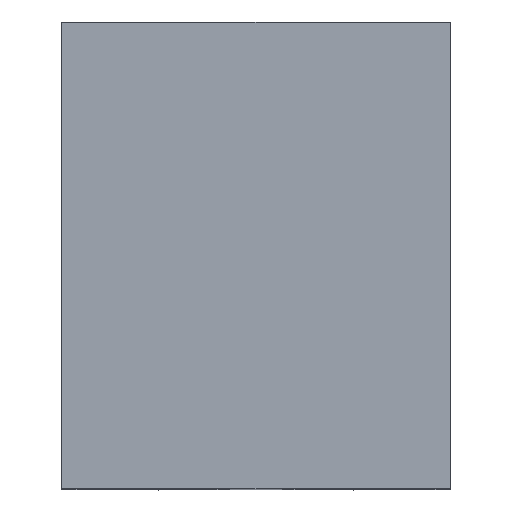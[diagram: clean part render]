
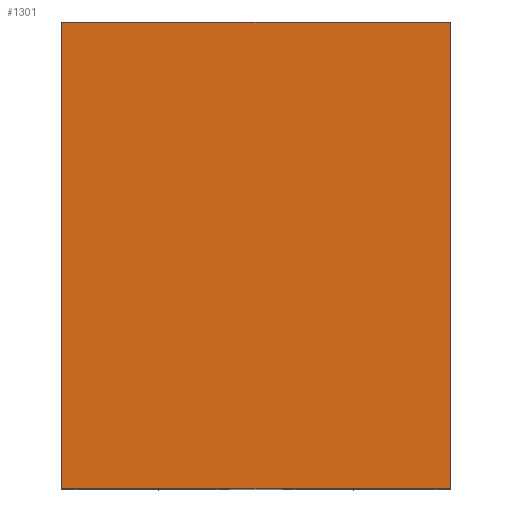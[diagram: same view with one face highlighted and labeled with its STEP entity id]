
A CAD part, top view. The second image highlights one B-rep face of the part: STEP entity #1301.
In plain terms, the highlighted planar face has unit normal (0, 0, 1).
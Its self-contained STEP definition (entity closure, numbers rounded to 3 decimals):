
#1272=AXIS2_PLACEMENT_3D('Plane Axis2P3D',#1269,#1270,#1271) ;
#241=CARTESIAN_POINT('Vertex',(15.,0.,23.986)) ;
#244=CARTESIAN_POINT('Line Origine',(11.25,0.,23.986)) ;
#248=CARTESIAN_POINT('Vertex',(7.5,0.,23.986)) ;
#251=CARTESIAN_POINT('Line Origine',(3.75,0.,23.986)) ;
#255=CARTESIAN_POINT('Vertex',(0.,0.,23.986)) ;
#1254=CARTESIAN_POINT('Vertex',(15.,18.,23.986)) ;
#1257=CARTESIAN_POINT('Line Origine',(15.,9.,23.986)) ;
#1269=CARTESIAN_POINT('Axis2P3D Location',(7.5,9.,23.986)) ;
#1274=CARTESIAN_POINT('Line Origine',(0.,9.,23.986)) ;
#1278=CARTESIAN_POINT('Vertex',(0.,18.,23.986)) ;
#1281=CARTESIAN_POINT('Line Origine',(11.25,18.,23.986)) ;
#1285=CARTESIAN_POINT('Vertex',(7.5,18.,23.986)) ;
#1288=CARTESIAN_POINT('Line Origine',(3.75,18.,23.986)) ;
#245=DIRECTION('Vector Direction',(1.,0.,0.)) ;
#252=DIRECTION('Vector Direction',(-1.,0.,0.)) ;
#1258=DIRECTION('Vector Direction',(0.,1.,0.)) ;
#1270=DIRECTION('Axis2P3D Direction',(0.,0.,1.)) ;
#1271=DIRECTION('Axis2P3D XDirection',(1.,0.,0.)) ;
#1275=DIRECTION('Vector Direction',(0.,1.,0.)) ;
#1282=DIRECTION('Vector Direction',(1.,0.,0.)) ;
#1289=DIRECTION('Vector Direction',(-1.,0.,0.)) ;
#246=VECTOR('Line Direction',#245,1.) ;
#253=VECTOR('Line Direction',#252,1.) ;
#1259=VECTOR('Line Direction',#1258,1.) ;
#1276=VECTOR('Line Direction',#1275,1.) ;
#1283=VECTOR('Line Direction',#1282,1.) ;
#1290=VECTOR('Line Direction',#1289,1.) ;
#1294=ORIENTED_EDGE('',*,*,#1280,.F.) ;
#1295=ORIENTED_EDGE('',*,*,#257,.T.) ;
#1296=ORIENTED_EDGE('',*,*,#250,.F.) ;
#1297=ORIENTED_EDGE('',*,*,#1261,.T.) ;
#1298=ORIENTED_EDGE('',*,*,#1287,.T.) ;
#1299=ORIENTED_EDGE('',*,*,#1292,.F.) ;
#1301=ADVANCED_FACE('V1',(#1300),#1273,.T.) ;
#250=EDGE_CURVE('',#242,#249,#247,.F.) ;
#257=EDGE_CURVE('',#256,#249,#254,.F.) ;
#1261=EDGE_CURVE('',#242,#1255,#1260,.T.) ;
#1280=EDGE_CURVE('',#256,#1279,#1277,.T.) ;
#1287=EDGE_CURVE('',#1255,#1286,#1284,.F.) ;
#1292=EDGE_CURVE('',#1279,#1286,#1291,.F.) ;
#1293=EDGE_LOOP('',(#1294,#1295,#1296,#1297,#1298,#1299)) ;
#1300=FACE_OUTER_BOUND('',#1293,.T.) ;
#247=LINE('Line',#244,#246) ;
#254=LINE('Line',#251,#253) ;
#1260=LINE('Line',#1257,#1259) ;
#1277=LINE('Line',#1274,#1276) ;
#1284=LINE('Line',#1281,#1283) ;
#1291=LINE('Line',#1288,#1290) ;
#1273=PLANE('',#1272) ;
#242=VERTEX_POINT('',#241) ;
#249=VERTEX_POINT('',#248) ;
#256=VERTEX_POINT('',#255) ;
#1255=VERTEX_POINT('',#1254) ;
#1279=VERTEX_POINT('',#1278) ;
#1286=VERTEX_POINT('',#1285) ;
